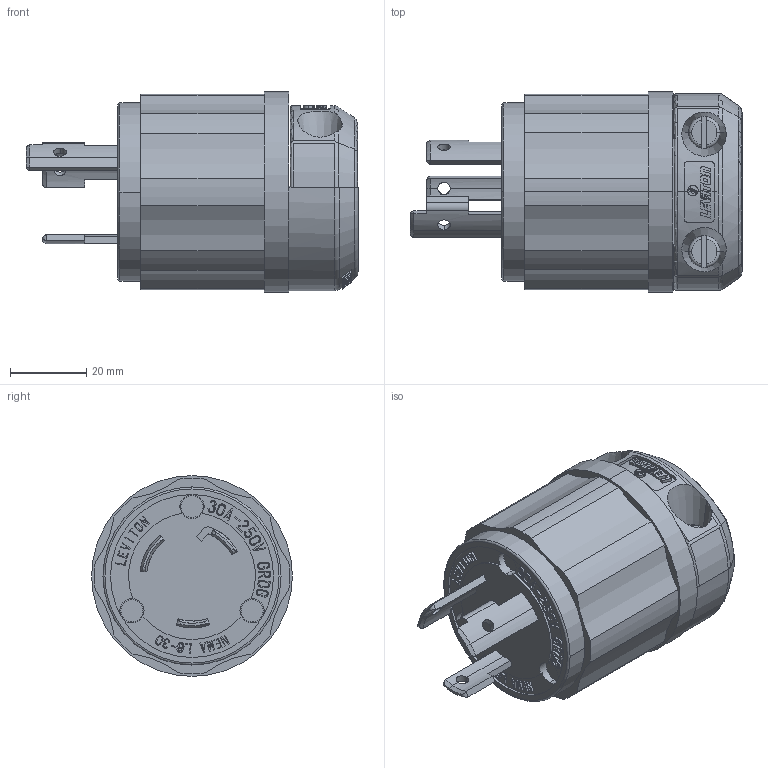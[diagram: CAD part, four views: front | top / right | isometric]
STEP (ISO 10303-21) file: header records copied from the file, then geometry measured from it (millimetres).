
FILE_DESCRIPTION (( 'STEP AP214' ), '1' );
FILE_NAME ('CATSTD-02621-000-M01.STEP', '2022-02-02T14:51:00', ( '' ), ( '' ), 'SwSTEP 2.0', 'SolidWorks 2020', '' );
FILE_SCHEMA (( 'AUTOMOTIVE_DESIGN' ));
Length unit declared in the file: inch
Products named in the file (1): CATSTD-02621-000-M01
Bounding box: 87.3 x 52.78 x 52.78 mm (x, y, z)
Volume: 120553.4 mm3; surface area: 19078.8 mm2
Topology: 1 solids, 2 shells, 1377 faces, 3723 edges, 2475 vertices
Faces by surface type: plane 990, cylinder 322, cone 40, torus 25
Entity records: 65312 total; most frequent: CARTESIAN_POINT 12807, ORIENTED_EDGE 7446, DIRECTION 6813, EDGE_CURVE 3723, LINE 2595, VECTOR 2595, VERTEX_POINT 2475, AXIS2_PLACEMENT_3D 2109
